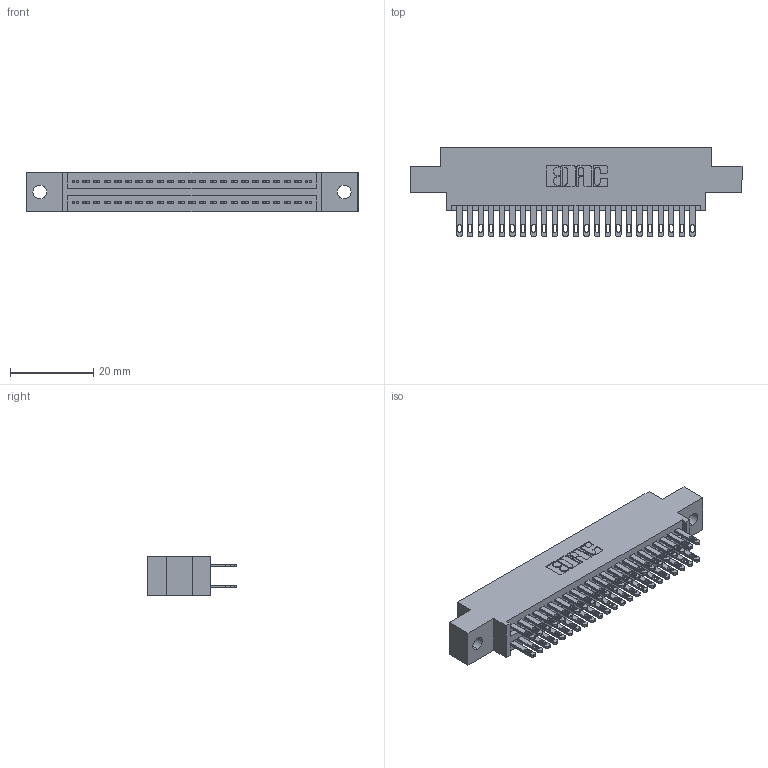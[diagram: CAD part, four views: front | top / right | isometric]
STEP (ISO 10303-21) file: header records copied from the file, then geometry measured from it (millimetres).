
FILE_DESCRIPTION (( 'STEP AP203' ), '1' );
FILE_NAME ('345-046-500-802.STEP', '2019-10-29T01:09:44', ( '' ), ( '' ), 'SwSTEP 2.0', 'SolidWorks 2016', '' );
FILE_SCHEMA (( 'CONFIG_CONTROL_DESIGN' ));
Length unit declared in the file: inch
Products named in the file (3): 345-292-001_345-293-100; 345 Part_0.170 Offset - 0.128 Dia; 345-046-500-802
Assembly tree (47 placements, depth 2):
  345-046-500-802
    345 Part_0.170 Offset - 0.128 Dia
    345-292-001_345-293-100  x46
Bounding box: 79.63 x 21.51 x 9.4 mm (x, y, z)
Volume: 7549.4 mm3; surface area: 11131.2 mm2
Topology: 47 solids, 47 shells, 2246 faces, 6839 edges, 4558 vertices
Faces by surface type: plane 1326, cylinder 920
Entity records: 20669 total; most frequent: CARTESIAN_POINT 3484, ORIENTED_EDGE 3418, DIRECTION 3097, EDGE_CURVE 1709, VECTOR 1481, LINE 1481, VERTEX_POINT 1138, AXIS2_PLACEMENT_3D 808
